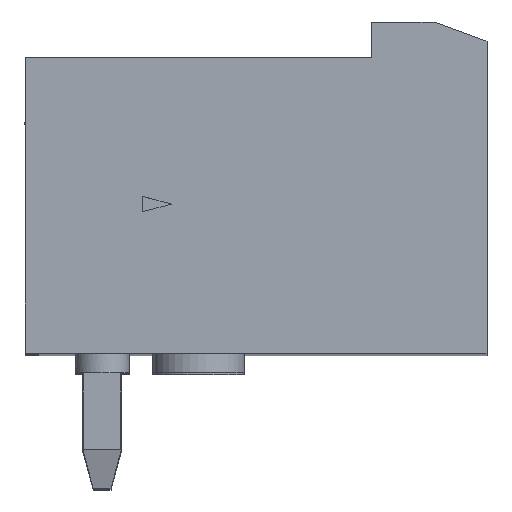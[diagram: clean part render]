
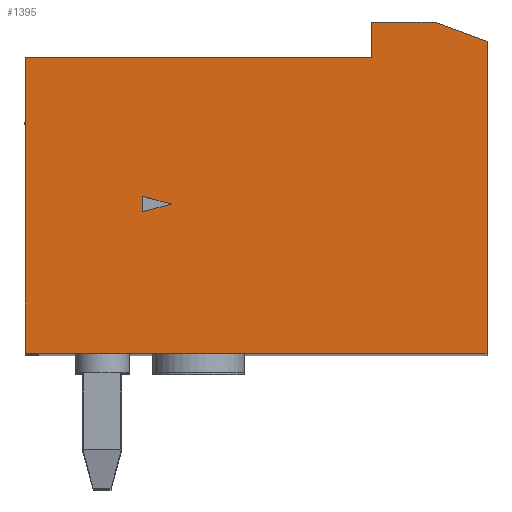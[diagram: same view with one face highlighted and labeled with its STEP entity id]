
A CAD part, top view. The second image highlights one B-rep face of the part: STEP entity #1395.
In plain terms, the highlighted planar face has unit normal (0, 0, 1).
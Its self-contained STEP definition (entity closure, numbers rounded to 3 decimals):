
#1395=ADVANCED_FACE('',(#3015,#3016),#3017,.T.);
#3015=FACE_OUTER_BOUND('',#4871,.T.);
#3016=FACE_BOUND('',#4872,.T.);
#3017=PLANE('',#4873);
#4871=EDGE_LOOP('',(#8734,#8735,#8736,#8737,#8738,#8739,#8740));
#4872=EDGE_LOOP('',(#8741,#8742,#8743));
#4873=AXIS2_PLACEMENT_3D('',#8744,#8745,#8746);
#8734=ORIENTED_EDGE('',*,*,#11953,.T.);
#8735=ORIENTED_EDGE('',*,*,#12180,.F.);
#8736=ORIENTED_EDGE('',*,*,#11483,.F.);
#8737=ORIENTED_EDGE('',*,*,#10970,.F.);
#8738=ORIENTED_EDGE('',*,*,#12181,.T.);
#8739=ORIENTED_EDGE('',*,*,#11967,.F.);
#8740=ORIENTED_EDGE('',*,*,#11572,.T.);
#8741=ORIENTED_EDGE('',*,*,#12182,.F.);
#8742=ORIENTED_EDGE('',*,*,#12183,.F.);
#8743=ORIENTED_EDGE('',*,*,#11982,.F.);
#8744=CARTESIAN_POINT('',(23.296,15.565,59.0));
#8745=DIRECTION('',(0.0,0.0,1.0));
#8746=DIRECTION('',(1.0,0.0,0.0));
#10970=EDGE_CURVE('',#13162,#13158,#13164,.T.);
#11483=EDGE_CURVE('',#13158,#13971,#13974,.T.);
#11572=EDGE_CURVE('',#14104,#14101,#14105,.T.);
#11953=EDGE_CURVE('',#14101,#14628,#14630,.T.);
#11967=EDGE_CURVE('',#14104,#14647,#14648,.T.);
#11982=EDGE_CURVE('',#14664,#14662,#14666,.T.);
#12180=EDGE_CURVE('',#13971,#14628,#14909,.T.);
#12181=EDGE_CURVE('',#13162,#14647,#14910,.T.);
#12182=EDGE_CURVE('',#14911,#14664,#14912,.T.);
#12183=EDGE_CURVE('',#14662,#14911,#14913,.T.);
#13158=VERTEX_POINT('',#16174);
#13162=VERTEX_POINT('',#16180);
#13164=LINE('',#16183,#16184);
#13971=VERTEX_POINT('',#17333);
#13974=LINE('',#17338,#17339);
#14101=VERTEX_POINT('',#17513);
#14104=VERTEX_POINT('',#17517);
#14105=LINE('',#17518,#17519);
#14628=VERTEX_POINT('',#18279);
#14630=LINE('',#18282,#18283);
#14647=VERTEX_POINT('',#18310);
#14648=LINE('',#18311,#18312);
#14662=VERTEX_POINT('',#18332);
#14664=VERTEX_POINT('',#18335);
#14666=LINE('',#18338,#18339);
#14909=LINE('',#18669,#18670);
#14910=LINE('',#18671,#18672);
#14911=VERTEX_POINT('',#18673);
#14912=LINE('',#18674,#18675);
#14913=LINE('',#18676,#18677);
#16174=CARTESIAN_POINT('',(22.0,23.6,59.0));
#16180=CARTESIAN_POINT('',(22.0,22.67,59.0));
#16183=CARTESIAN_POINT('',(22.0,-22.773,59.0));
#16184=VECTOR('',#19638,1.0);
#17333=CARTESIAN_POINT('',(23.626,23.6,59.0));
#17338=CARTESIAN_POINT('',(-23.627,23.6,59.0));
#17339=VECTOR('',#20193,1.0);
#17513=CARTESIAN_POINT('',(25.0,15.0,59.0));
#17517=CARTESIAN_POINT('',(13.0,15.0,59.0));
#17518=CARTESIAN_POINT('',(-23.627,15.0,59.0));
#17519=VECTOR('',#20290,1.0);
#18279=CARTESIAN_POINT('',(25.0,23.1,59.0));
#18282=CARTESIAN_POINT('',(25.0,-22.773,59.0));
#18283=VECTOR('',#20709,1.0);
#18310=CARTESIAN_POINT('',(13.0,22.67,59.0));
#18311=CARTESIAN_POINT('',(13.0,-22.773,59.0));
#18312=VECTOR('',#20726,1.0);
#18332=CARTESIAN_POINT('',(16.05,18.669,59.0));
#18335=CARTESIAN_POINT('',(16.05,19.071,59.0));
#18338=CARTESIAN_POINT('',(16.05,-22.773,59.0));
#18339=VECTOR('',#20744,1.0);
#18669=CARTESIAN_POINT('',(-23.627,40.799,59.0));
#18670=VECTOR('',#20955,1.0);
#18671=CARTESIAN_POINT('',(-23.627,22.67,59.0));
#18672=VECTOR('',#20956,1.0);
#18673=CARTESIAN_POINT('',(16.8,18.87,59.0));
#18674=CARTESIAN_POINT('',(-23.627,29.702,59.0));
#18675=VECTOR('',#20957,1.0);
#18676=CARTESIAN_POINT('',(-23.627,8.038,59.0));
#18677=VECTOR('',#20958,1.0);
#19638=DIRECTION('',(0.0,1.0,0.0));
#20193=DIRECTION('',(1.0,0.0,0.0));
#20290=DIRECTION('',(1.0,0.0,0.0));
#20709=DIRECTION('',(0.0,1.0,0.0));
#20726=DIRECTION('',(0.0,1.0,0.0));
#20744=DIRECTION('',(0.0,-1.0,0.0));
#20955=DIRECTION('',(0.94,-0.342,0.0));
#20956=DIRECTION('',(-1.0,0.0,0.0));
#20957=DIRECTION('',(-0.966,0.259,0.0));
#20958=DIRECTION('',(0.966,0.259,0.0));
